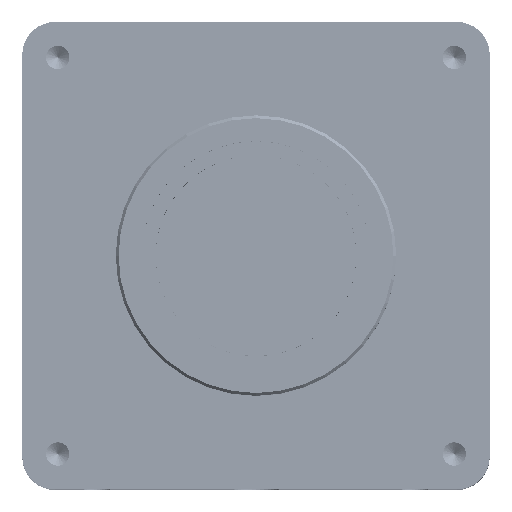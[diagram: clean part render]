
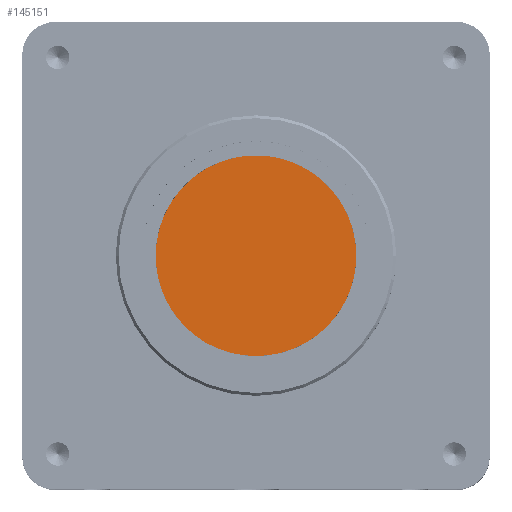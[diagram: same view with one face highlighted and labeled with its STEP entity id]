
A CAD part, top view. The second image highlights one B-rep face of the part: STEP entity #145151.
In plain terms, the highlighted planar face has unit normal (0, 0, 1).
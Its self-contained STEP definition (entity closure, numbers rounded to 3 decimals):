
#1018 = FACE_OUTER_BOUND ( 'NONE', #126472, .T. ) ;
#17479 = CARTESIAN_POINT ( 'NONE',  ( 0., 0., 1. ) ) ;
#31857 = DIRECTION ( 'NONE',  ( 0., 0., 1. ) ) ;
#46382 = DIRECTION ( 'NONE',  ( 0., 0., 1. ) ) ;
#50956 = ORIENTED_EDGE ( 'NONE', *, *, #147094, .T. ) ;
#68332 = VERTEX_POINT ( 'NONE', #125231 ) ;
#76668 = CIRCLE ( 'NONE', #163005, 11.8 ) ;
#79345 = AXIS2_PLACEMENT_3D ( 'NONE', #174655, #31857, #171897 ) ;
#101755 = PLANE ( 'NONE',  #79345 ) ;
#103230 = DIRECTION ( 'NONE',  ( 1., 0., 0. ) ) ;
#125231 = CARTESIAN_POINT ( 'NONE',  ( 11.8, 0., 1. ) ) ;
#126472 = EDGE_LOOP ( 'NONE', ( #50956 ) ) ;
#145151 = ADVANCED_FACE ( 'NONE', ( #1018 ), #101755, .T. ) ;
#147094 = EDGE_CURVE ( 'NONE', #68332, #68332, #76668, .T. ) ;
#163005 = AXIS2_PLACEMENT_3D ( 'NONE', #17479, #46382, #103230 ) ;
#171897 = DIRECTION ( 'NONE',  ( 1., 0., 0. ) ) ;
#174655 = CARTESIAN_POINT ( 'NONE',  ( 0., 0., 1. ) ) ;
